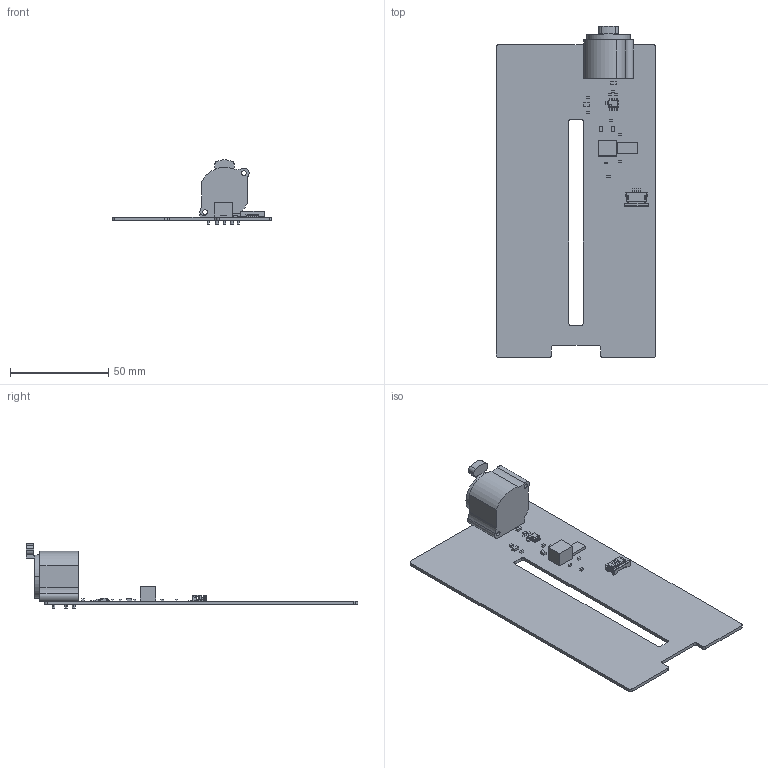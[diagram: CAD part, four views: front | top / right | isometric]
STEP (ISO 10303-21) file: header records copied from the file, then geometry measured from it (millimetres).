
FILE_DESCRIPTION(('Open CASCADE Model'),'2;1');
FILE_NAME('Open CASCADE Shape Model','2020-08-13T07:23:43',('Author'),( 'Open CASCADE'),'Open CASCADE STEP processor 6.8','Open CASCADE 6.8' ,'Unknown');
FILE_SCHEMA(('AUTOMOTIVE_DESIGN { 1 0 10303 214 1 1 1 1 }'));
Length unit declared in the file: millimetre
Products named in the file (57): PCB; Board; U2; 969885776; Extruded; U1; SOIC-8akaD0008AakaM08A; M08A_ASM_82_ASM; BODY_M08A_35; LEAD_M08A_57; TIEBAR_M08A_2_ASM; MANIFOLD_SOLID_BREP_2784; MANIFOLD_SOLID_BREP_2935; MANIFOLD_SOLID_BREP_3086; MANIFOLD_SOLID_BREP_3237; J1; 522710579; Open CASCADE STEP translator 6.8 1.4.1.1; Open CASCADE STEP translator 6.8 1.4.1.2; X1; 981452768; U8; 981452896; U6; 981453024; R18; 981453536; 981453152; R17; R16; D3; 981453280; D2; C23; 981453664; 981453408; C22; 981454048; 981453792; C21 ...
Assembly tree (91 placements, depth 6):
  PCB
    Board
    U2
      969885776
        Extruded
    U1
      SOIC-8akaD0008AakaM08A
        M08A_ASM_82_ASM
          BODY_M08A_35
          LEAD_M08A_57  x8
          TIEBAR_M08A_2_ASM
            MANIFOLD_SOLID_BREP_2784
            MANIFOLD_SOLID_BREP_2935
            MANIFOLD_SOLID_BREP_3086
            MANIFOLD_SOLID_BREP_3237
    J1
      522710579
        Open CASCADE STEP translator 6.8 1.4.1.1
        Open CASCADE STEP translator 6.8 1.4.1.2
    X1
      981452768
        Extruded
    U8
      981452896
        Extruded
    U6
      981453024
        Extruded
    R18
      981453536  x2
        Extruded
      981453152
        Extruded
    R17
      981453536  x2
        Extruded
      981453152
        Extruded
    R16
      981453536  x2
        Extruded
      981453152
        Extruded
    D3
      981453280
        Extruded
    D2
      981453280
        Extruded
    C23
      981453664  x2
        Extruded
      981453408
        Extruded
    C22
      981454048  x2
        Extruded
      981453792
        Extruded
    C21
Bounding box: 81 x 168.4 x 32.62 mm (x, y, z)
Volume: 30900.6 mm3; surface area: 31840.1 mm2
Topology: 55 solids, 55 shells, 873 faces, 2280 edges, 1534 vertices
Faces by surface type: plane 741, cylinder 122, sphere 10
Entity records: 20757 total; most frequent: CARTESIAN_POINT 3703, ORIENTED_EDGE 3322, DIRECTION 3238, EDGE_CURVE 1661, LINE 1492, VECTOR 1492, VERTEX_POINT 1080, AXIS2_PLACEMENT_3D 873
